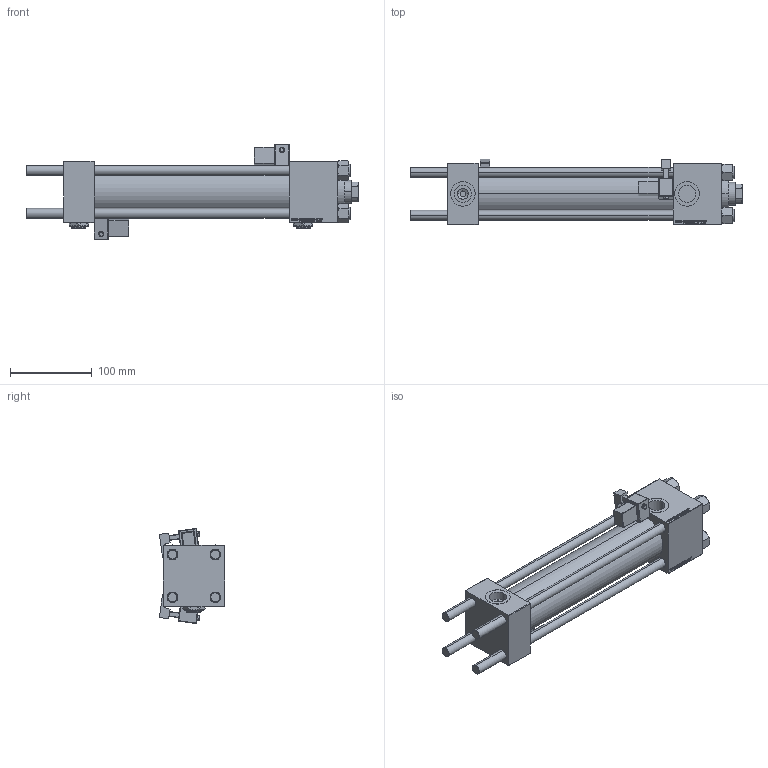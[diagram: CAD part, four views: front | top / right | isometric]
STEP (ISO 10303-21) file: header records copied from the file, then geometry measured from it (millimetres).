
FILE_DESCRIPTION (( 'STEP AP203' ), '1' );
FILE_NAME ('38fe.STEP', '2025-06-18T05:55:59', ( '' ), ( '' ), 'SwSTEP 2.0', 'SolidWorks 2019', '' );
FILE_SCHEMA (( 'CONFIG_CONTROL_DESIGN' ));
Length unit declared in the file: millimetre
Products named in the file (8): V215_VC_A 7b680ed5bc883c446e013f88052419f6; CR025_012_A_0_G_A_G_M_020_+#_##_TYCINKA 7b680ed5bc883c446e013f88052419f6; 38fe; V215CR_VCP 7b680ed5bc883c446e013f88052419f6; V215CR_MSU 7b680ed5bc883c446e013f88052419f6; Zatka_pro_OIL_PORT 7b680ed5bc883c446e013f88052419f6; V215CR_BODY_A 7b680ed5bc883c446e013f88052419f6; NUT_M5 7b680ed5bc883c446e013f88052419f6
Assembly tree (15 placements, depth 2):
  38fe
    V215CR_BODY_A 7b680ed5bc883c446e013f88052419f6
    CR025_012_A_0_G_A_G_M_020_+#_##_TYCINKA 7b680ed5bc883c446e013f88052419f6  x4
    NUT_M5 7b680ed5bc883c446e013f88052419f6  x4
    V215CR_VCP 7b680ed5bc883c446e013f88052419f6
    V215_VC_A 7b680ed5bc883c446e013f88052419f6
    V215CR_MSU 7b680ed5bc883c446e013f88052419f6  x2
    Zatka_pro_OIL_PORT 7b680ed5bc883c446e013f88052419f6  x2
Bounding box: 405 x 79.69 x 115.74 mm (x, y, z)
Volume: 1020409.5 mm3; surface area: 287053.5 mm2
Topology: 15 solids, 15 shells, 1387 faces, 3434 edges, 2179 vertices
Faces by surface type: plane 625, bspline 392, cone 178, cylinder 148, sphere 24, torus 20
Entity records: 53991 total; most frequent: CARTESIAN_POINT 27931, ORIENTED_EDGE 5786, DIRECTION 3877, EDGE_CURVE 2893, VERTEX_POINT 1881, VECTOR 1727, LINE 1727, EDGE_LOOP 1288
